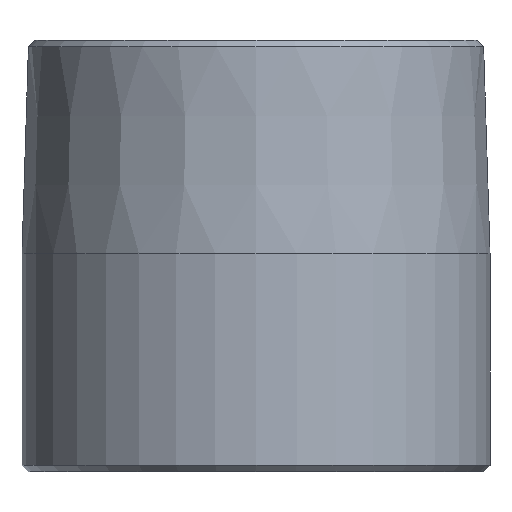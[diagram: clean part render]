
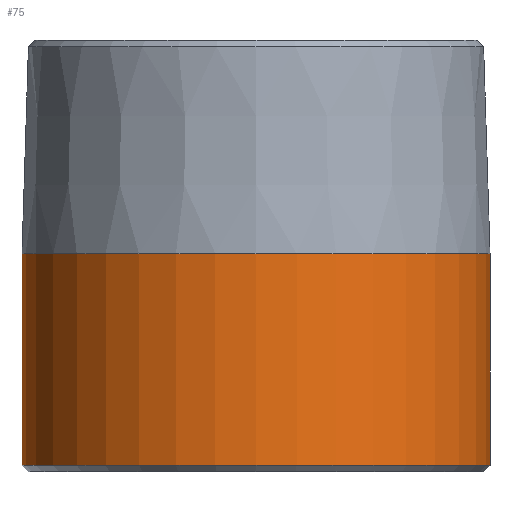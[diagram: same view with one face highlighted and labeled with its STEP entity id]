
A CAD part, front view. The second image highlights one B-rep face of the part: STEP entity #75.
In plain terms, the highlighted cylindrical face has radius 24.13 mm (diameter 48.26 mm), a partial arc.
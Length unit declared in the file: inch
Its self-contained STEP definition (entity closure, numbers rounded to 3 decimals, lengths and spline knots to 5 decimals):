
#2 = AXIS2_PLACEMENT_3D ( 'NONE', #27, #104, #363 ) ;
#6 = EDGE_CURVE ( 'NONE', #314, #435, #373, .T. ) ;
#10 = DIRECTION ( 'NONE',  ( 0., 0., -1. ) ) ;
#27 = CARTESIAN_POINT ( 'NONE',  ( 0., 0., 0.885 ) ) ;
#33 = CIRCLE ( 'NONE', #2, 0.95 ) ;
#42 = FACE_OUTER_BOUND ( 'NONE', #474, .T. ) ;
#43 = ORIENTED_EDGE ( 'NONE', *, *, #367, .T. ) ;
#48 = CARTESIAN_POINT ( 'NONE',  ( 0.95, 0., 0.885 ) ) ;
#49 = VERTEX_POINT ( 'NONE', #48 ) ;
#75 = ADVANCED_FACE ( 'NONE', ( #42 ), #193, .T. ) ;
#76 = VECTOR ( 'NONE', #382, 39.37008 ) ;
#92 = AXIS2_PLACEMENT_3D ( 'NONE', #263, #502, #387 ) ;
#97 = ORIENTED_EDGE ( 'NONE', *, *, #6, .T. ) ;
#104 = DIRECTION ( 'NONE',  ( 0., 0., -1. ) ) ;
#126 = EDGE_CURVE ( 'NONE', #435, #127, #375, .T. ) ;
#127 = VERTEX_POINT ( 'NONE', #437 ) ;
#139 = CARTESIAN_POINT ( 'NONE',  ( -0.95, 0., 1.75 ) ) ;
#159 = DIRECTION ( 'NONE',  ( -1., 0., 0. ) ) ;
#168 = ORIENTED_EDGE ( 'NONE', *, *, #458, .F. ) ;
#178 = LINE ( 'NONE', #179, #76 ) ;
#179 = CARTESIAN_POINT ( 'NONE',  ( 0.95, 0., 1.75 ) ) ;
#193 = CYLINDRICAL_SURFACE ( 'NONE', #335, 0.95 ) ;
#221 = CARTESIAN_POINT ( 'NONE',  ( -0.95, 0., 0.025 ) ) ;
#263 = CARTESIAN_POINT ( 'NONE',  ( 0., 0., 0.025 ) ) ;
#285 = DIRECTION ( 'NONE',  ( 0., 0., -1. ) ) ;
#314 = VERTEX_POINT ( 'NONE', #447 ) ;
#335 = AXIS2_PLACEMENT_3D ( 'NONE', #350, #10, #159 ) ;
#350 = CARTESIAN_POINT ( 'NONE',  ( 0., 0., 1.75 ) ) ;
#363 = DIRECTION ( 'NONE',  ( -1., 0., 0. ) ) ;
#367 = EDGE_CURVE ( 'NONE', #49, #314, #33, .T. ) ;
#373 = LINE ( 'NONE', #139, #434 ) ;
#375 = CIRCLE ( 'NONE', #92, 0.95 ) ;
#382 = DIRECTION ( 'NONE',  ( 0., 0., -1. ) ) ;
#387 = DIRECTION ( 'NONE',  ( 1., 0., 0. ) ) ;
#431 = ORIENTED_EDGE ( 'NONE', *, *, #126, .T. ) ;
#434 = VECTOR ( 'NONE', #285, 39.37008 ) ;
#435 = VERTEX_POINT ( 'NONE', #221 ) ;
#437 = CARTESIAN_POINT ( 'NONE',  ( 0.95, 0., 0.025 ) ) ;
#447 = CARTESIAN_POINT ( 'NONE',  ( -0.95, 0., 0.885 ) ) ;
#458 = EDGE_CURVE ( 'NONE', #49, #127, #178, .T. ) ;
#474 = EDGE_LOOP ( 'NONE', ( #168, #43, #97, #431 ) ) ;
#502 = DIRECTION ( 'NONE',  ( 0., 0., 1. ) ) ;
